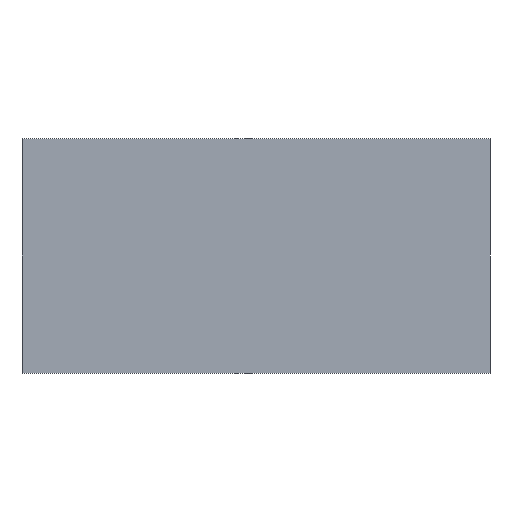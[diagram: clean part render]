
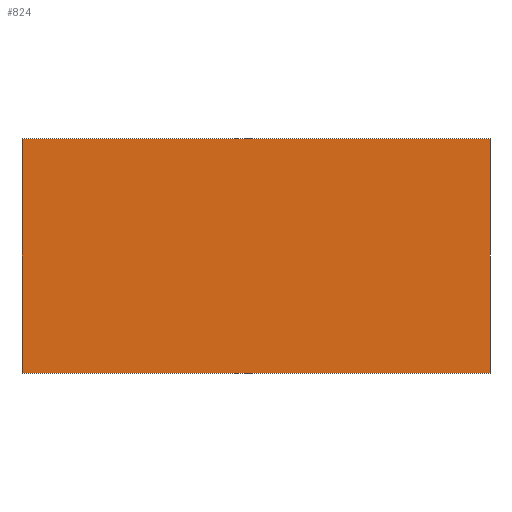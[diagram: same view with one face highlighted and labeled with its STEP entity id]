
A CAD part, front view. The second image highlights one B-rep face of the part: STEP entity #824.
In plain terms, the highlighted planar face has unit normal (0, -1, 0).
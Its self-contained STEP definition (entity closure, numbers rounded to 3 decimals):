
#48=PLANE('',#930);
#96=FACE_OUTER_BOUND('',#152,.T.);
#152=EDGE_LOOP('',(#751,#752,#753,#754));
#216=LINE('',#1413,#286);
#218=LINE('',#1417,#288);
#220=LINE('',#1421,#290);
#222=LINE('',#1424,#292);
#286=VECTOR('',#1172,10.);
#288=VECTOR('',#1176,10.);
#290=VECTOR('',#1180,10.);
#292=VECTOR('',#1184,10.);
#409=VERTEX_POINT('',#1410);
#410=VERTEX_POINT('',#1412);
#411=VERTEX_POINT('',#1416);
#412=VERTEX_POINT('',#1420);
#520=EDGE_CURVE('',#410,#409,#216,.T.);
#522=EDGE_CURVE('',#411,#410,#218,.T.);
#524=EDGE_CURVE('',#412,#411,#220,.T.);
#526=EDGE_CURVE('',#409,#412,#222,.T.);
#751=ORIENTED_EDGE('',*,*,#526,.T.);
#752=ORIENTED_EDGE('',*,*,#524,.T.);
#753=ORIENTED_EDGE('',*,*,#522,.T.);
#754=ORIENTED_EDGE('',*,*,#520,.T.);
#824=ADVANCED_FACE('',(#96),#48,.T.);
#930=AXIS2_PLACEMENT_3D('',#1425,#1185,#1186);
#1172=DIRECTION('',(-1.,0.,0.));
#1176=DIRECTION('',(0.,0.,1.));
#1180=DIRECTION('',(1.,0.,0.));
#1184=DIRECTION('',(0.,0.,-1.));
#1185=DIRECTION('center_axis',(0.,-1.,0.));
#1186=DIRECTION('ref_axis',(0.,0.,-1.));
#1410=CARTESIAN_POINT('',(-127.5,-13.5,64.));
#1412=CARTESIAN_POINT('',(127.5,-13.5,64.));
#1413=CARTESIAN_POINT('',(-127.5,-13.5,64.));
#1416=CARTESIAN_POINT('',(127.5,-13.5,-64.));
#1417=CARTESIAN_POINT('',(127.5,-13.5,64.));
#1420=CARTESIAN_POINT('',(-127.5,-13.5,-64.));
#1421=CARTESIAN_POINT('',(127.5,-13.5,-64.));
#1424=CARTESIAN_POINT('',(-127.5,-13.5,-64.));
#1425=CARTESIAN_POINT('Origin',(0.,-13.5,0.));
